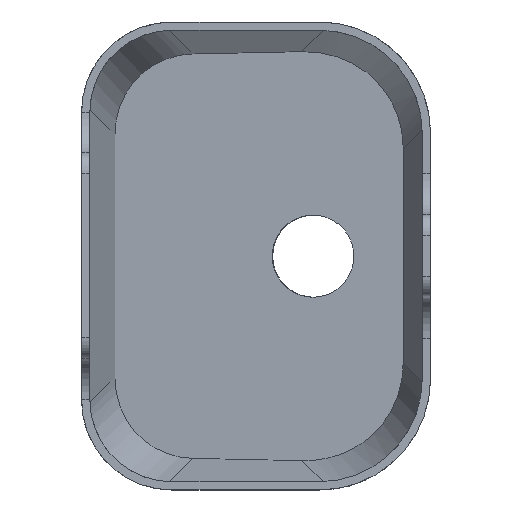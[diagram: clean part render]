
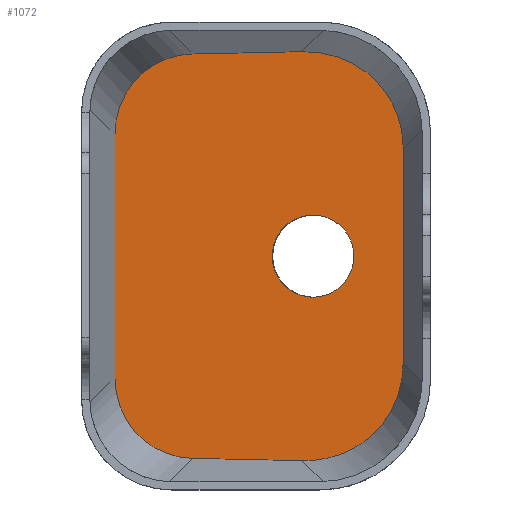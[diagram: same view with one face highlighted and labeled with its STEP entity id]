
A CAD part, top view. The second image highlights one B-rep face of the part: STEP entity #1072.
In plain terms, the highlighted planar face has unit normal (-0.079, 0, 0.997).
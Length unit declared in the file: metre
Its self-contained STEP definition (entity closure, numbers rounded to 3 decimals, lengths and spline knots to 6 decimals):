
#28=ELLIPSE('',#1142,0.027395,0.025);
#30=ELLIPSE('',#1145,0.027395,0.025);
#32=ELLIPSE('',#1148,0.021011,0.02);
#34=ELLIPSE('',#1151,0.021011,0.02);
#78=PLANE('',#1206);
#113=LINE('',#1665,#199);
#117=LINE('',#1678,#203);
#122=LINE('',#1694,#208);
#126=LINE('',#1707,#212);
#199=VECTOR('',#1331,1.);
#203=VECTOR('',#1341,1.);
#208=VECTOR('',#1352,1.);
#212=VECTOR('',#1362,1.);
#544=ORIENTED_EDGE('',*,*,#706,.T.);
#545=ORIENTED_EDGE('',*,*,#613,.T.);
#546=ORIENTED_EDGE('',*,*,#637,.T.);
#547=ORIENTED_EDGE('',*,*,#626,.F.);
#548=ORIENTED_EDGE('',*,*,#639,.T.);
#549=ORIENTED_EDGE('',*,*,#632,.F.);
#550=ORIENTED_EDGE('',*,*,#643,.T.);
#551=ORIENTED_EDGE('',*,*,#619,.T.);
#552=ORIENTED_EDGE('',*,*,#641,.T.);
#613=EDGE_CURVE('',#753,#754,#113,.T.);
#619=EDGE_CURVE('',#759,#760,#117,.T.);
#626=EDGE_CURVE('',#766,#767,#122,.F.);
#632=EDGE_CURVE('',#772,#773,#126,.F.);
#637=EDGE_CURVE('',#754,#767,#28,.F.);
#639=EDGE_CURVE('',#766,#773,#30,.F.);
#641=EDGE_CURVE('',#760,#753,#32,.F.);
#643=EDGE_CURVE('',#772,#759,#34,.F.);
#706=EDGE_CURVE('',#810,#810,#844,.T.);
#753=VERTEX_POINT('',#1666);
#754=VERTEX_POINT('',#1667);
#759=VERTEX_POINT('',#1679);
#760=VERTEX_POINT('',#1680);
#766=VERTEX_POINT('',#1693);
#767=VERTEX_POINT('',#1695);
#772=VERTEX_POINT('',#1706);
#773=VERTEX_POINT('',#1708);
#810=VERTEX_POINT('',#1852);
#844=CIRCLE('',#1207,0.01);
#913=EDGE_LOOP('',(#544));
#914=EDGE_LOOP('',(#545,#546,#547,#548,#549,#550,#551,#552));
#985=FACE_BOUND('',#913,.T.);
#986=FACE_BOUND('',#914,.T.);
#1072=ADVANCED_FACE('',(#985,#986),#78,.F.);
#1142=AXIS2_PLACEMENT_3D('',#1717,#1371,#1372);
#1145=AXIS2_PLACEMENT_3D('',#1720,#1377,#1378);
#1148=AXIS2_PLACEMENT_3D('',#1723,#1383,#1384);
#1151=AXIS2_PLACEMENT_3D('',#1726,#1389,#1390);
#1206=AXIS2_PLACEMENT_3D('',#1850,#1535,#1536);
#1207=AXIS2_PLACEMENT_3D('',#1851,#1537,#1538);
#1331=DIRECTION('',(0.997,-0.021,0.078));
#1341=DIRECTION('',(0.,-1.,0.));
#1352=DIRECTION('',(0.,1.,0.));
#1362=DIRECTION('',(-0.997,-0.021,-0.078));
#1371=DIRECTION('',(0.078,0.,-0.997));
#1372=DIRECTION('',(-0.788,0.613,-0.062));
#1377=DIRECTION('',(0.078,0.,-0.997));
#1378=DIRECTION('',(-0.788,-0.613,-0.062));
#1383=DIRECTION('',(0.078,0.,-0.997));
#1384=DIRECTION('',(0.574,0.818,0.045));
#1389=DIRECTION('',(0.078,0.,-0.997));
#1390=DIRECTION('',(0.574,-0.818,0.045));
#1535=DIRECTION('',(0.078,0.,-0.997));
#1536=DIRECTION('',(0.997,0.,0.078));
#1537=DIRECTION('',(0.078,0.,-0.997));
#1538=DIRECTION('',(-0.997,0.,-0.078));
#1665=CARTESIAN_POINT('',(0.009751,-0.049629,-0.025043));
#1666=CARTESIAN_POINT('',(-0.00739,-0.049268,-0.026392));
#1667=CARTESIAN_POINT('',(0.019241,-0.04983,-0.024296));
#1678=CARTESIAN_POINT('',(-0.026309,0.,-0.027881));
#1679=CARTESIAN_POINT('',(-0.026309,0.029551,-0.027881));
#1680=CARTESIAN_POINT('',(-0.026309,-0.029551,-0.027881));
#1693=CARTESIAN_POINT('',(0.04391,0.026202,-0.022355));
#1694=CARTESIAN_POINT('',(0.04391,0.,-0.022355));
#1695=CARTESIAN_POINT('',(0.04391,-0.026202,-0.022355));
#1706=CARTESIAN_POINT('',(-0.00739,0.049268,-0.026392));
#1707=CARTESIAN_POINT('',(0.009751,0.049629,-0.025043));
#1708=CARTESIAN_POINT('',(0.019241,0.04983,-0.024296));
#1717=CARTESIAN_POINT('',(0.01747,-0.02391,-0.024436));
#1720=CARTESIAN_POINT('',(0.01747,0.02391,-0.024436));
#1723=CARTESIAN_POINT('',(-0.006031,-0.028591,-0.026285));
#1726=CARTESIAN_POINT('',(-0.006031,0.028591,-0.026285));
#1850=CARTESIAN_POINT('',(0.008674,0.,-0.025128));
#1851=CARTESIAN_POINT('',(0.021948,0.,-0.024083));
#1852=CARTESIAN_POINT('',(0.011978,0.,-0.024868));
